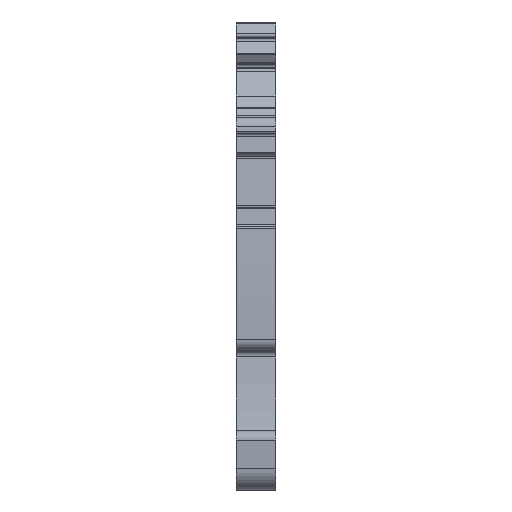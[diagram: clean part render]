
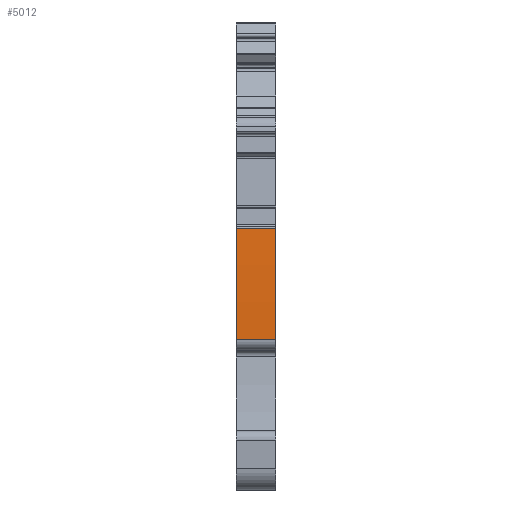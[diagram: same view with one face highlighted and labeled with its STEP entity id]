
A CAD part, front view. The second image highlights one B-rep face of the part: STEP entity #5012.
In plain terms, the highlighted cylindrical face has radius 122.822 mm (diameter 245.644 mm), a partial arc.
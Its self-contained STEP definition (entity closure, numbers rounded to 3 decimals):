
#920=AXIS2_PLACEMENT_3D('Circle Axis2P3D',#918,#919,$) ;
#927=AXIS2_PLACEMENT_3D('Circle Axis2P3D',#925,#926,$) ;
#4133=AXIS2_PLACEMENT_3D('Cylinder Axis2P3D',#4130,#4131,#4132) ;
#4987=AXIS2_PLACEMENT_3D('Circle Axis2P3D',#4985,#4986,$) ;
#4994=AXIS2_PLACEMENT_3D('Circle Axis2P3D',#4992,#4993,$) ;
#915=CARTESIAN_POINT('Vertex',(3.5,1.64,23.414)) ;
#918=CARTESIAN_POINT('Axis2P3D Location',(3.5,124.298,17.05)) ;
#922=CARTESIAN_POINT('Vertex',(3.5,1.528,13.45)) ;
#925=CARTESIAN_POINT('Axis2P3D Location',(3.5,124.284,17.05)) ;
#929=CARTESIAN_POINT('Vertex',(3.5,1.529,13.42)) ;
#4130=CARTESIAN_POINT('Axis2P3D Location',(1.75,124.298,17.05)) ;
#4969=CARTESIAN_POINT('Vertex',(0.,1.64,23.414)) ;
#4972=CARTESIAN_POINT('Line Origine',(1.75,1.64,23.414)) ;
#4985=CARTESIAN_POINT('Axis2P3D Location',(0.,124.298,17.05)) ;
#4989=CARTESIAN_POINT('Vertex',(0.,1.528,13.45)) ;
#4992=CARTESIAN_POINT('Axis2P3D Location',(0.,124.298,17.05)) ;
#4996=CARTESIAN_POINT('Vertex',(0.,1.529,13.42)) ;
#4999=CARTESIAN_POINT('Line Origine',(1.75,1.529,13.42)) ;
#919=DIRECTION('Axis2P3D Direction',(1.,0.,0.)) ;
#926=DIRECTION('Axis2P3D Direction',(1.,0.,0.)) ;
#4131=DIRECTION('Axis2P3D Direction',(1.,0.,0.)) ;
#4132=DIRECTION('Axis2P3D XDirection',(0.,-0.992,0.126)) ;
#4973=DIRECTION('Vector Direction',(1.,0.,0.)) ;
#4986=DIRECTION('Axis2P3D Direction',(1.,0.,0.)) ;
#4993=DIRECTION('Axis2P3D Direction',(1.,0.,0.)) ;
#5000=DIRECTION('Vector Direction',(1.,0.,0.)) ;
#4974=VECTOR('Line Direction',#4973,1.) ;
#5001=VECTOR('Line Direction',#5000,1.) ;
#5005=ORIENTED_EDGE('',*,*,#4991,.T.) ;
#5006=ORIENTED_EDGE('',*,*,#4998,.T.) ;
#5007=ORIENTED_EDGE('',*,*,#5003,.T.) ;
#5008=ORIENTED_EDGE('',*,*,#931,.F.) ;
#5009=ORIENTED_EDGE('',*,*,#924,.F.) ;
#5010=ORIENTED_EDGE('',*,*,#4976,.F.) ;
#5012=ADVANCED_FACE('MLD',(#5011),#4134,.T.) ;
#921=CIRCLE('generated circle',#920,122.822) ;
#928=CIRCLE('generated circle',#927,122.809) ;
#4988=CIRCLE('generated circle',#4987,122.822) ;
#4995=CIRCLE('generated circle',#4994,122.822) ;
#4134=CYLINDRICAL_SURFACE('generated cylinder',#4133,122.822) ;
#924=EDGE_CURVE('',#916,#923,#921,.T.) ;
#931=EDGE_CURVE('',#923,#930,#928,.T.) ;
#4976=EDGE_CURVE('',#4970,#916,#4975,.T.) ;
#4991=EDGE_CURVE('',#4970,#4990,#4988,.T.) ;
#4998=EDGE_CURVE('',#4990,#4997,#4995,.T.) ;
#5003=EDGE_CURVE('',#4997,#930,#5002,.T.) ;
#5004=EDGE_LOOP('',(#5005,#5006,#5007,#5008,#5009,#5010)) ;
#5011=FACE_OUTER_BOUND('',#5004,.T.) ;
#4975=LINE('Line',#4972,#4974) ;
#5002=LINE('Line',#4999,#5001) ;
#916=VERTEX_POINT('',#915) ;
#923=VERTEX_POINT('',#922) ;
#930=VERTEX_POINT('',#929) ;
#4970=VERTEX_POINT('',#4969) ;
#4990=VERTEX_POINT('',#4989) ;
#4997=VERTEX_POINT('',#4996) ;
